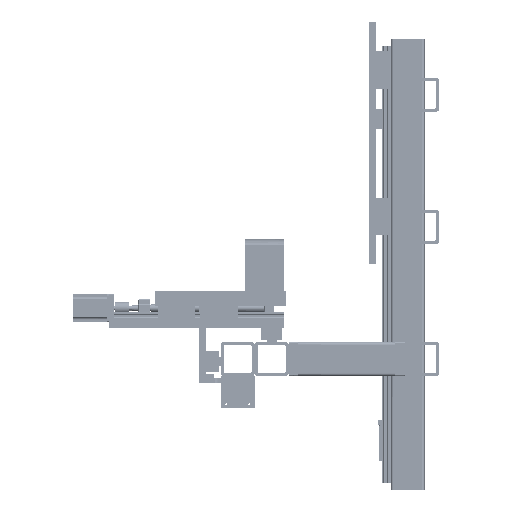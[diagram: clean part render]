
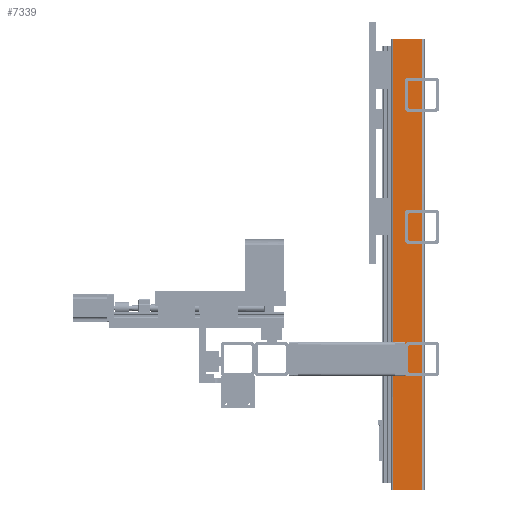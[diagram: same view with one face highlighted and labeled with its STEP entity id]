
A CAD part, left-side view. The second image highlights one B-rep face of the part: STEP entity #7339.
In plain terms, the highlighted free-form (B-spline) face has degree [1, 1] with [2, 2] control points.
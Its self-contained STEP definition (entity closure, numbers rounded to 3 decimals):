
#7339 = ADVANCED_FACE('',(#7340),#7370,.T.);
#7340 = FACE_BOUND('',#7341,.T.);
#7341 = EDGE_LOOP('',(#7342,#7351,#7358,#7365));
#7342 = ORIENTED_EDGE('',*,*,#7343,.F.);
#7343 = EDGE_CURVE('',#7344,#7346,#7348,.T.);
#7344 = VERTEX_POINT('',#7345);
#7345 = CARTESIAN_POINT('',(-252.197,139.45,
    -689.833));
#7346 = VERTEX_POINT('',#7347);
#7347 = CARTESIAN_POINT('',(-252.197,139.45,
    689.833));
#7348 = B_SPLINE_CURVE_WITH_KNOTS('',1,(#7349,#7350),.UNSPECIFIED.,.F.,
  .F.,(2,2),(0.,1.),.PIECEWISE_BEZIER_KNOTS.);
#7349 = CARTESIAN_POINT('',(-252.197,139.45,
    -689.833));
#7350 = CARTESIAN_POINT('',(-252.197,139.45,
    689.833));
#7351 = ORIENTED_EDGE('',*,*,#7352,.F.);
#7352 = EDGE_CURVE('',#7353,#7344,#7355,.T.);
#7353 = VERTEX_POINT('',#7354);
#7354 = CARTESIAN_POINT('',(-252.197,53.406,
    -689.833));
#7355 = B_SPLINE_CURVE_WITH_KNOTS('',1,(#7356,#7357),.UNSPECIFIED.,.F.,
  .F.,(2,2),(0.,1.),.PIECEWISE_BEZIER_KNOTS.);
#7356 = CARTESIAN_POINT('',(-252.197,53.406,
    -689.833));
#7357 = CARTESIAN_POINT('',(-252.197,139.45,
    -689.833));
#7358 = ORIENTED_EDGE('',*,*,#7359,.F.);
#7359 = EDGE_CURVE('',#7360,#7353,#7362,.T.);
#7360 = VERTEX_POINT('',#7361);
#7361 = CARTESIAN_POINT('',(-252.197,53.406,
    689.833));
#7362 = B_SPLINE_CURVE_WITH_KNOTS('',1,(#7363,#7364),.UNSPECIFIED.,.F.,
  .F.,(2,2),(0.,1.),.PIECEWISE_BEZIER_KNOTS.);
#7363 = CARTESIAN_POINT('',(-252.197,53.406,
    689.833));
#7364 = CARTESIAN_POINT('',(-252.197,53.406,
    -689.833));
#7365 = ORIENTED_EDGE('',*,*,#7366,.F.);
#7366 = EDGE_CURVE('',#7346,#7360,#7367,.T.);
#7367 = B_SPLINE_CURVE_WITH_KNOTS('',1,(#7368,#7369),.UNSPECIFIED.,.F.,
  .F.,(2,2),(0.,1.),.PIECEWISE_BEZIER_KNOTS.);
#7368 = CARTESIAN_POINT('',(-252.197,139.45,
    689.833));
#7369 = CARTESIAN_POINT('',(-252.197,53.406,
    689.833));
#7370 = B_SPLINE_SURFACE_WITH_KNOTS('',1,1,(
    (#7371,#7372)
    ,(#7373,#7374
    )),.UNSPECIFIED.,.F.,.F.,.F.,(2,2),(2,2),(0.,1.),(0.,1.),
  .PIECEWISE_BEZIER_KNOTS.);
#7371 = CARTESIAN_POINT('',(-252.197,139.45,
    -689.833));
#7372 = CARTESIAN_POINT('',(-252.197,139.45,
    689.833));
#7373 = CARTESIAN_POINT('',(-252.197,53.406,
    -689.833));
#7374 = CARTESIAN_POINT('',(-252.197,53.406,
    689.833));
